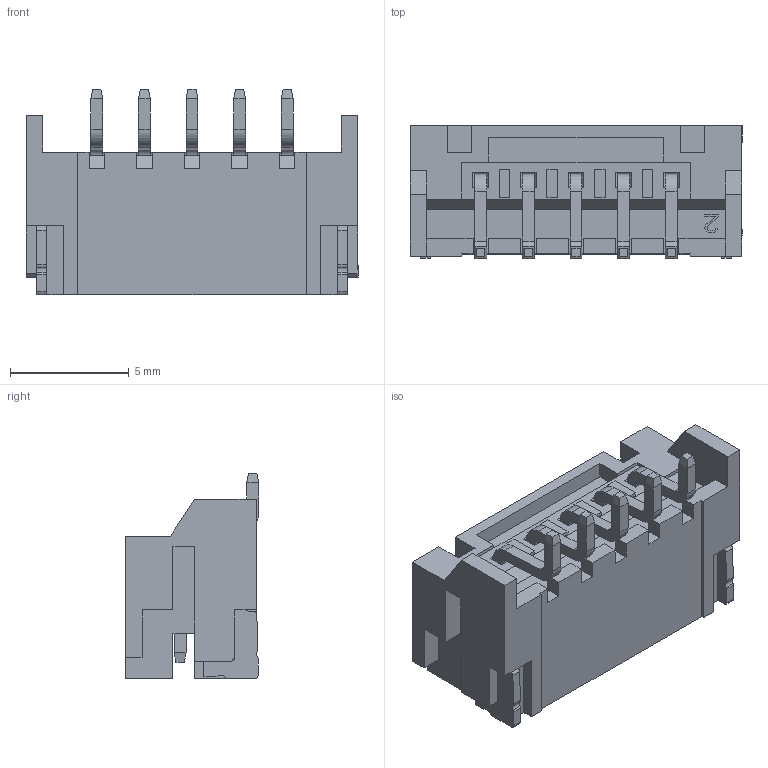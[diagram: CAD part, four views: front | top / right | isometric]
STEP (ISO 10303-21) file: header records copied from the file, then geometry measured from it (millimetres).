
FILE_DESCRIPTION((''),'2;1');
FILE_NAME('200-WTB-F-RA-SMT-CONN-5P','2019-08-13T',('Administrator'),(''),'PRO/ENGINEER BY PARAMETRIC TECHNOLOGY CORPORATION, 2009440','PRO/ENGINEER BY PARAMETRIC TECHNOLOGY CORPORATION, 2009440','');
FILE_SCHEMA(('CONFIG_CONTROL_DESIGN'));
Length unit declared in the file: millimetre
Products named in the file (1): 200-WTB-F-RA-SMT-CONN-5P
Bounding box: 13.95 x 5.6 x 8.65 mm (x, y, z)
Volume: 212.4 mm3; surface area: 739.4 mm2
Topology: 1 solids, 1 shells, 482 faces, 1369 edges, 884 vertices
Faces by surface type: plane 409, cylinder 73
Entity records: 15437 total; most frequent: ORIENTED_EDGE 2738, CARTESIAN_POINT 2735, DIRECTION 2479, EDGE_CURVE 1369, VECTOR 1223, LINE 1223, VERTEX_POINT 884, AXIS2_PLACEMENT_3D 628
